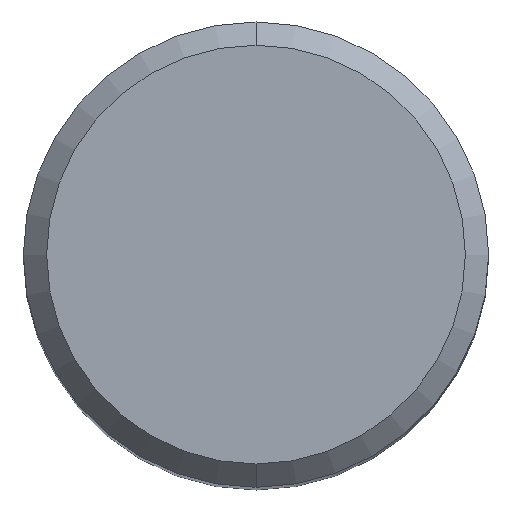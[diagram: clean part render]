
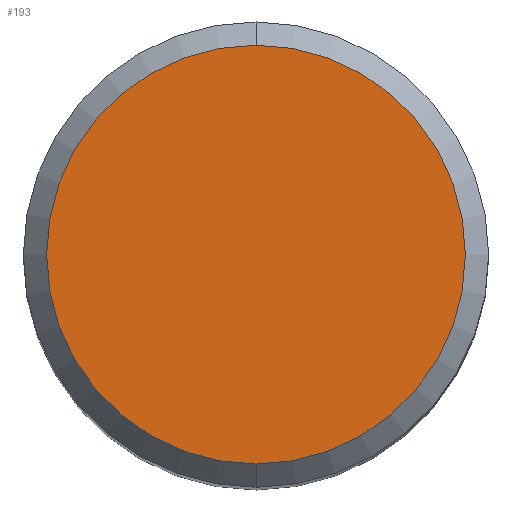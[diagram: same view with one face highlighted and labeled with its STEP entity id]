
A CAD part, top view. The second image highlights one B-rep face of the part: STEP entity #193.
In plain terms, the highlighted planar face has unit normal (0, 0, 1).
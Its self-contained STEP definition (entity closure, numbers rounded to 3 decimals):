
#193=ADVANCED_FACE('',(#485),#486,.T.);
#229=VERTEX_POINT('',#526);
#351=VERTEX_POINT('',#658);
#395=EDGE_CURVE('',#229,#351,#705,.T.);
#397=EDGE_CURVE('',#351,#229,#707,.T.);
#485=FACE_OUTER_BOUND('',#820,.T.);
#486=PLANE('',#821);
#526=CARTESIAN_POINT('',(0.0,3.6,0.));
#658=CARTESIAN_POINT('',(0.,-3.6,0.));
#705=CIRCLE('',#1320,3.6);
#707=CIRCLE('',#1323,3.6);
#820=EDGE_LOOP('',(#1410,#1411));
#821=AXIS2_PLACEMENT_3D('',#1412,#1413,#1414);
#1320=AXIS2_PLACEMENT_3D('',#1622,#1623,#1624);
#1323=AXIS2_PLACEMENT_3D('',#1625,#1626,#1627);
#1410=ORIENTED_EDGE('',*,*,#395,.F.);
#1411=ORIENTED_EDGE('',*,*,#397,.F.);
#1412=CARTESIAN_POINT('',(0.0,1.8,0.));
#1413=DIRECTION('',(-0.0,0.0,1.0));
#1414=DIRECTION('',(0.0,-1.0,0.0));
#1622=CARTESIAN_POINT('',(0.0,0.0,0.));
#1623=DIRECTION('',(0.0,0.0,-1.0));
#1624=DIRECTION('',(0.0,1.0,0.0));
#1625=CARTESIAN_POINT('',(0.0,0.0,0.));
#1626=DIRECTION('',(0.0,0.0,-1.0));
#1627=DIRECTION('',(0.0,1.0,0.0));
